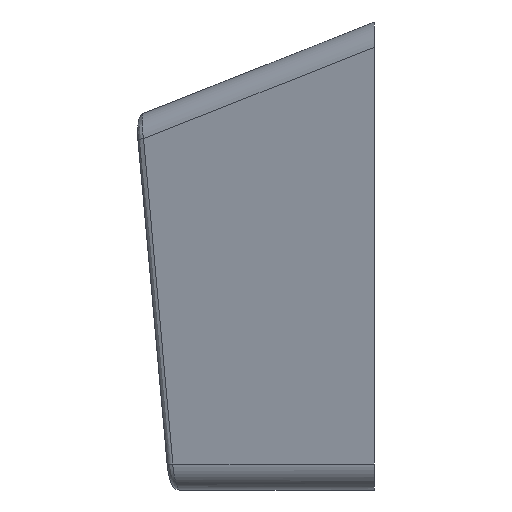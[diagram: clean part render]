
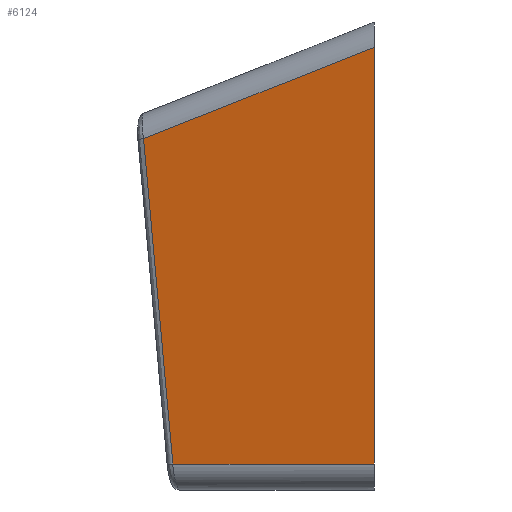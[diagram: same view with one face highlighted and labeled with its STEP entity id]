
A CAD part, left-side view. The second image highlights one B-rep face of the part: STEP entity #6124.
In plain terms, the highlighted planar face has unit normal (-0.964, 0.267, 0).
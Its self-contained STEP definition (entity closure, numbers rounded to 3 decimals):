
#4258 = PLANE('',#4259);
#4259 = AXIS2_PLACEMENT_3D('',#4260,#4261,#4262);
#4260 = CARTESIAN_POINT('',(0.,0.,0.));
#4261 = DIRECTION('',(0.,1.,0.));
#4262 = DIRECTION('',(0.,-0.,1.));
#4437 = VERTEX_POINT('',#4438);
#4438 = CARTESIAN_POINT('',(-16.4,7.756,
    -8.));
#4480 = CYLINDRICAL_SURFACE('',#4481,1.);
#4481 = AXIS2_PLACEMENT_3D('',#4482,#4483,#4484);
#4482 = CARTESIAN_POINT('',(-17.586,-0.267,-8.));
#4483 = DIRECTION('',(0.267,0.964,0.)
  );
#4484 = DIRECTION('',(-0.681,0.189,-0.707));
#4690 = B_SPLINE_SURFACE_WITH_KNOTS('',3,3,(
    (#4691,#4692,#4693,#4694)
    ,(#4695,#4696,#4697,#4698)
    ,(#4699,#4700,#4701,#4702)
    ,(#4703,#4704,#4705,#4706)
    ,(#4707,#4708,#4709,#4710
  )),.UNSPECIFIED.,.F.,.F.,.F.,(4,1,4),(4,4),(0.,0.5,1.),(0.106
    ,1.362),.UNSPECIFIED.);
#4691 = CARTESIAN_POINT('',(-15.731,9.093,
    4.485));
#4692 = CARTESIAN_POINT('',(-15.834,8.717,
    0.314));
#4693 = CARTESIAN_POINT('',(-15.937,8.342,-3.857
    ));
#4694 = CARTESIAN_POINT('',(-16.04,7.966,
    -8.028));
#4695 = CARTESIAN_POINT('',(-15.806,9.111,4.485)
  );
#4696 = CARTESIAN_POINT('',(-15.909,8.735,
    0.314));
#4697 = CARTESIAN_POINT('',(-16.012,8.36,-3.857
    ));
#4698 = CARTESIAN_POINT('',(-16.115,7.984,
    -8.028));
#4699 = CARTESIAN_POINT('',(-15.968,9.085,
    4.491));
#4700 = CARTESIAN_POINT('',(-16.071,8.71,0.32
    ));
#4701 = CARTESIAN_POINT('',(-16.175,8.335,
    -3.851));
#4702 = CARTESIAN_POINT('',(-16.278,7.96,
    -8.021));
#4703 = CARTESIAN_POINT('',(-16.067,8.956,
    4.505));
#4704 = CARTESIAN_POINT('',(-16.171,8.58,
    0.335));
#4705 = CARTESIAN_POINT('',(-16.275,8.205,-3.836)
  );
#4706 = CARTESIAN_POINT('',(-16.379,7.83,
    -8.007));
#4707 = CARTESIAN_POINT('',(-16.088,8.882,4.512
    ));
#4708 = CARTESIAN_POINT('',(-16.192,8.507,
    0.342));
#4709 = CARTESIAN_POINT('',(-16.296,8.131,
    -3.829));
#4710 = CARTESIAN_POINT('',(-16.4,7.756,
    -8.));
#4723 = VERTEX_POINT('',#4724);
#4724 = CARTESIAN_POINT('',(-18.55,0.,-8.));
#4768 = EDGE_CURVE('',#4723,#4437,#4769,.T.);
#4769 = SURFACE_CURVE('',#4770,(#4774,#4781),.PCURVE_S1.);
#4770 = LINE('',#4771,#4772);
#4771 = CARTESIAN_POINT('',(-18.55,0.,-8.));
#4772 = VECTOR('',#4773,1.);
#4773 = DIRECTION('',(0.267,0.964,0.)
  );
#4774 = PCURVE('',#4480,#4775);
#4775 = DEFINITIONAL_REPRESENTATION('',(#4776),#4780);
#4776 = LINE('',#4777,#4778);
#4777 = CARTESIAN_POINT('',(7.069,0.));
#4778 = VECTOR('',#4779,1.);
#4779 = DIRECTION('',(0.,1.));
#4780 = ( GEOMETRIC_REPRESENTATION_CONTEXT(2) 
PARAMETRIC_REPRESENTATION_CONTEXT() REPRESENTATION_CONTEXT('2D SPACE',''
  ) );
#4781 = PCURVE('',#4782,#4787);
#4782 = PLANE('',#4783);
#4783 = AXIS2_PLACEMENT_3D('',#4784,#4785,#4786);
#4784 = CARTESIAN_POINT('',(-18.55,0.,9.));
#4785 = DIRECTION('',(0.964,-0.267,0.));
#4786 = DIRECTION('',(0.,0.,-1.));
#4787 = DEFINITIONAL_REPRESENTATION('',(#4788),#4792);
#4788 = LINE('',#4789,#4790);
#4789 = CARTESIAN_POINT('',(17.,0.));
#4790 = VECTOR('',#4791,1.);
#4791 = DIRECTION('',(0.,1.));
#4792 = ( GEOMETRIC_REPRESENTATION_CONTEXT(2) 
PARAMETRIC_REPRESENTATION_CONTEXT() REPRESENTATION_CONTEXT('2D SPACE',''
  ) );
#5690 = VERTEX_POINT('',#5691);
#5691 = CARTESIAN_POINT('',(-16.088,8.882,4.512
    ));
#5710 = CYLINDRICAL_SURFACE('',#5711,1.);
#5711 = AXIS2_PLACEMENT_3D('',#5712,#5713,#5714);
#5712 = CARTESIAN_POINT('',(-16.517,3.59,
    6.503));
#5713 = DIRECTION('',(0.25,0.9,-0.357));
#5714 = DIRECTION('',(-0.65,0.429,0.627));
#5789 = VERTEX_POINT('',#5790);
#5790 = CARTESIAN_POINT('',(-18.55,0.,8.03));
#5863 = EDGE_CURVE('',#5690,#5789,#5864,.T.);
#5864 = SURFACE_CURVE('',#5865,(#5869,#5876),.PCURVE_S1.);
#5865 = LINE('',#5866,#5867);
#5866 = CARTESIAN_POINT('',(-17.481,3.857,
    6.503));
#5867 = VECTOR('',#5868,1.);
#5868 = DIRECTION('',(-0.25,-0.9,0.357));
#5869 = PCURVE('',#5710,#5870);
#5870 = DEFINITIONAL_REPRESENTATION('',(#5871),#5875);
#5871 = LINE('',#5872,#5873);
#5872 = CARTESIAN_POINT('',(-0.736,0.));
#5873 = VECTOR('',#5874,1.);
#5874 = DIRECTION('',(0.,-1.));
#5875 = ( GEOMETRIC_REPRESENTATION_CONTEXT(2) 
PARAMETRIC_REPRESENTATION_CONTEXT() REPRESENTATION_CONTEXT('2D SPACE',''
  ) );
#5876 = PCURVE('',#4782,#5877);
#5877 = DEFINITIONAL_REPRESENTATION('',(#5878),#5882);
#5878 = LINE('',#5879,#5880);
#5879 = CARTESIAN_POINT('',(2.497,4.003));
#5880 = VECTOR('',#5881,1.);
#5881 = DIRECTION('',(-0.357,-0.934));
#5882 = ( GEOMETRIC_REPRESENTATION_CONTEXT(2) 
PARAMETRIC_REPRESENTATION_CONTEXT() REPRESENTATION_CONTEXT('2D SPACE',''
  ) );
#5889 = EDGE_CURVE('',#4437,#5690,#5890,.T.);
#5890 = SURFACE_CURVE('',#5891,(#5896,#5903),.PCURVE_S1.);
#5891 = B_SPLINE_CURVE_WITH_KNOTS('',3,(#5892,#5893,#5894,#5895),
  .UNSPECIFIED.,.F.,.F.,(4,4),(-1.362,-0.106),
  .PIECEWISE_BEZIER_KNOTS.);
#5892 = CARTESIAN_POINT('',(-16.4,7.756,
    -8.));
#5893 = CARTESIAN_POINT('',(-16.296,8.131,
    -3.829));
#5894 = CARTESIAN_POINT('',(-16.192,8.507,
    0.342));
#5895 = CARTESIAN_POINT('',(-16.088,8.882,4.512
    ));
#5896 = PCURVE('',#4690,#5897);
#5897 = DEFINITIONAL_REPRESENTATION('',(#5898),#5902);
#5898 = LINE('',#5899,#5900);
#5899 = CARTESIAN_POINT('',(1.,0.));
#5900 = VECTOR('',#5901,1.);
#5901 = DIRECTION('',(0.,-1.));
#5902 = ( GEOMETRIC_REPRESENTATION_CONTEXT(2) 
PARAMETRIC_REPRESENTATION_CONTEXT() REPRESENTATION_CONTEXT('2D SPACE',''
  ) );
#5903 = PCURVE('',#4782,#5904);
#5904 = DEFINITIONAL_REPRESENTATION('',(#5905),#5910);
#5905 = B_SPLINE_CURVE_WITH_KNOTS('',3,(#5906,#5907,#5908,#5909),
  .UNSPECIFIED.,.F.,.F.,(4,4),(-1.362,-0.106),
  .PIECEWISE_BEZIER_KNOTS.);
#5906 = CARTESIAN_POINT('',(17.,8.048));
#5907 = CARTESIAN_POINT('',(12.829,8.438));
#5908 = CARTESIAN_POINT('',(8.658,8.828));
#5909 = CARTESIAN_POINT('',(4.488,9.217));
#5910 = ( GEOMETRIC_REPRESENTATION_CONTEXT(2) 
PARAMETRIC_REPRESENTATION_CONTEXT() REPRESENTATION_CONTEXT('2D SPACE',''
  ) );
#6124 = ADVANCED_FACE('',(#6125),#4782,.F.);
#6125 = FACE_BOUND('',#6126,.T.);
#6126 = EDGE_LOOP('',(#6127,#6128,#6149,#6150));
#6127 = ORIENTED_EDGE('',*,*,#4768,.F.);
#6128 = ORIENTED_EDGE('',*,*,#6129,.F.);
#6129 = EDGE_CURVE('',#5789,#4723,#6130,.T.);
#6130 = SURFACE_CURVE('',#6131,(#6135,#6142),.PCURVE_S1.);
#6131 = LINE('',#6132,#6133);
#6132 = CARTESIAN_POINT('',(-18.55,0.,9.));
#6133 = VECTOR('',#6134,1.);
#6134 = DIRECTION('',(0.,0.,-1.));
#6135 = PCURVE('',#4782,#6136);
#6136 = DEFINITIONAL_REPRESENTATION('',(#6137),#6141);
#6137 = LINE('',#6138,#6139);
#6138 = CARTESIAN_POINT('',(0.,0.));
#6139 = VECTOR('',#6140,1.);
#6140 = DIRECTION('',(1.,0.));
#6141 = ( GEOMETRIC_REPRESENTATION_CONTEXT(2) 
PARAMETRIC_REPRESENTATION_CONTEXT() REPRESENTATION_CONTEXT('2D SPACE',''
  ) );
#6142 = PCURVE('',#4258,#6143);
#6143 = DEFINITIONAL_REPRESENTATION('',(#6144),#6148);
#6144 = LINE('',#6145,#6146);
#6145 = CARTESIAN_POINT('',(9.,-18.55));
#6146 = VECTOR('',#6147,1.);
#6147 = DIRECTION('',(-1.,0.));
#6148 = ( GEOMETRIC_REPRESENTATION_CONTEXT(2) 
PARAMETRIC_REPRESENTATION_CONTEXT() REPRESENTATION_CONTEXT('2D SPACE',''
  ) );
#6149 = ORIENTED_EDGE('',*,*,#5863,.F.);
#6150 = ORIENTED_EDGE('',*,*,#5889,.F.);
